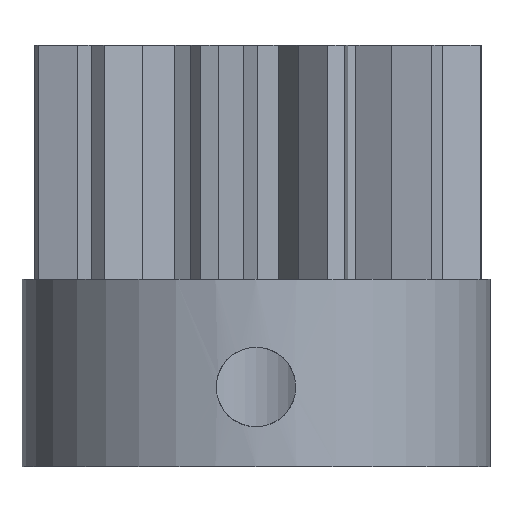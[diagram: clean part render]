
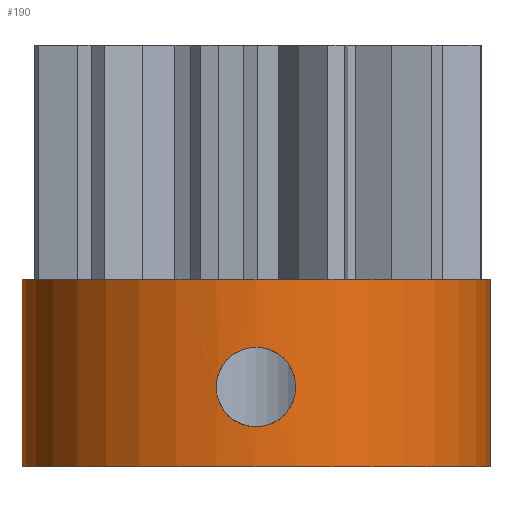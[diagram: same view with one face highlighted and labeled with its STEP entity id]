
A CAD part, front view. The second image highlights one B-rep face of the part: STEP entity #190.
In plain terms, the highlighted cylindrical face has radius 10 mm (diameter 20 mm), a partial arc.
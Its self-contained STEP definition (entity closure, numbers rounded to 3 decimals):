
#190 = ADVANCED_FACE ( 'NONE', ( #2840, #2846 ), #2848, .T. ) ;
#372 = LINE ( 'NONE', #1173, #375 ) ;
#375 = VECTOR ( 'NONE', #1172, 1000. ) ;
#376 = LINE ( 'NONE', #1177, #378 ) ;
#378 = VECTOR ( 'NONE', #1171, 1000. ) ;
#407 = CIRCLE ( 'NONE', #449, 10. ) ;
#409 = CIRCLE ( 'NONE', #450, 10. ) ;
#449 = AXIS2_PLACEMENT_3D ( 'NONE', #1295, #1296, #1297 ) ;
#450 = AXIS2_PLACEMENT_3D ( 'NONE', #1300, #1301, #1302 ) ;
#821 = DIRECTION ( 'NONE',  ( 1., 0., 0. ) ) ;
#825 = DIRECTION ( 'NONE',  ( 0., 0., 1. ) ) ;
#828 = CARTESIAN_POINT ( 'NONE',  ( 21.221, 22.198, -8. ) ) ;
#1171 = DIRECTION ( 'NONE',  ( 0., 0., 1. ) ) ;
#1172 = DIRECTION ( 'NONE',  ( 0., 0., 1. ) ) ;
#1173 = CARTESIAN_POINT ( 'NONE',  ( 11.221, 22.198, -8. ) ) ;
#1177 = CARTESIAN_POINT ( 'NONE',  ( 31.221, 22.198, -8. ) ) ;
#1204 = CARTESIAN_POINT ( 'NONE',  ( 20.775, 12.206, -2.945 ) ) ;
#1218 = CARTESIAN_POINT ( 'NONE',  ( 20.999, 12.198, -2.9 ) ) ;
#1219 = CARTESIAN_POINT ( 'NONE',  ( 21.221, 12.198, -2.9 ) ) ;
#1220 = CARTESIAN_POINT ( 'NONE',  ( 20.366, 12.232, -3.114 ) ) ;
#1221 = CARTESIAN_POINT ( 'NONE',  ( 20.177, 12.251, -3.241 ) ) ;
#1222 = CARTESIAN_POINT ( 'NONE',  ( 19.942, 12.28, -3.475 ) ) ;
#1223 = CARTESIAN_POINT ( 'NONE',  ( 19.87, 12.289, -3.563 ) ) ;
#1224 = CARTESIAN_POINT ( 'NONE',  ( 19.747, 12.307, -3.747 ) ) ;
#1225 = CARTESIAN_POINT ( 'NONE',  ( 19.694, 12.315, -3.844 ) ) ;
#1226 = CARTESIAN_POINT ( 'NONE',  ( 19.566, 12.336, -4.154 ) ) ;
#1227 = CARTESIAN_POINT ( 'NONE',  ( 19.521, 12.343, -4.374 ) ) ;
#1228 = CARTESIAN_POINT ( 'NONE',  ( 19.521, 12.344, -4.711 ) ) ;
#1229 = CARTESIAN_POINT ( 'NONE',  ( 19.532, 12.342, -4.822 ) ) ;
#1230 = CARTESIAN_POINT ( 'NONE',  ( 19.575, 12.334, -5.039 ) ) ;
#1231 = CARTESIAN_POINT ( 'NONE',  ( 19.608, 12.329, -5.148 ) ) ;
#1232 = CARTESIAN_POINT ( 'NONE',  ( 19.693, 12.315, -5.353 ) ) ;
#1233 = CARTESIAN_POINT ( 'NONE',  ( 19.745, 12.307, -5.451 ) ) ;
#1234 = CARTESIAN_POINT ( 'NONE',  ( 19.869, 12.29, -5.636 ) ) ;
#1235 = CARTESIAN_POINT ( 'NONE',  ( 19.94, 12.28, -5.723 ) ) ;
#1236 = CARTESIAN_POINT ( 'NONE',  ( 20.175, 12.252, -5.958 ) ) ;
#1237 = CARTESIAN_POINT ( 'NONE',  ( 20.364, 12.233, -6.085 ) ) ;
#1238 = CARTESIAN_POINT ( 'NONE',  ( 20.773, 12.206, -6.255 ) ) ;
#1239 = CARTESIAN_POINT ( 'NONE',  ( 20.996, 12.198, -6.3 ) ) ;
#1240 = CARTESIAN_POINT ( 'NONE',  ( 21.221, 12.198, -6.3 ) ) ;
#1243 = CARTESIAN_POINT ( 'NONE',  ( 21.221, 12.198, -6.3 ) ) ;
#1244 = CARTESIAN_POINT ( 'NONE',  ( 21.334, 12.198, -6.3 ) ) ;
#1249 = CARTESIAN_POINT ( 'NONE',  ( 21.445, 12.2, -6.289 ) ) ;
#1250 = CARTESIAN_POINT ( 'NONE',  ( 21.662, 12.207, -6.246 ) ) ;
#1251 = CARTESIAN_POINT ( 'NONE',  ( 21.77, 12.212, -6.213 ) ) ;
#1252 = CARTESIAN_POINT ( 'NONE',  ( 21.976, 12.226, -6.127 ) ) ;
#1253 = CARTESIAN_POINT ( 'NONE',  ( 22.074, 12.234, -6.075 ) ) ;
#1254 = CARTESIAN_POINT ( 'NONE',  ( 22.258, 12.251, -5.952 ) ) ;
#1255 = CARTESIAN_POINT ( 'NONE',  ( 22.345, 12.261, -5.88 ) ) ;
#1256 = CARTESIAN_POINT ( 'NONE',  ( 22.58, 12.289, -5.645 ) ) ;
#1257 = CARTESIAN_POINT ( 'NONE',  ( 22.707, 12.309, -5.456 ) ) ;
#1258 = CARTESIAN_POINT ( 'NONE',  ( 22.876, 12.335, -5.047 ) ) ;
#1259 = CARTESIAN_POINT ( 'NONE',  ( 22.921, 12.343, -4.823 ) ) ;
#1260 = CARTESIAN_POINT ( 'NONE',  ( 22.921, 12.344, -4.49 ) ) ;
#1261 = CARTESIAN_POINT ( 'NONE',  ( 22.91, 12.342, -4.377 ) ) ;
#1262 = CARTESIAN_POINT ( 'NONE',  ( 22.867, 12.334, -4.158 ) ) ;
#1263 = CARTESIAN_POINT ( 'NONE',  ( 22.835, 12.329, -4.052 ) ) ;
#1264 = CARTESIAN_POINT ( 'NONE',  ( 22.707, 12.308, -3.743 ) ) ;
#1265 = CARTESIAN_POINT ( 'NONE',  ( 22.582, 12.29, -3.556 ) ) ;
#1266 = CARTESIAN_POINT ( 'NONE',  ( 22.344, 12.261, -3.319 ) ) ;
#1267 = CARTESIAN_POINT ( 'NONE',  ( 22.259, 12.251, -3.249 ) ) ;
#1268 = CARTESIAN_POINT ( 'NONE',  ( 22.075, 12.234, -3.126 ) ) ;
#1269 = CARTESIAN_POINT ( 'NONE',  ( 21.975, 12.226, -3.072 ) ) ;
#1270 = CARTESIAN_POINT ( 'NONE',  ( 21.77, 12.212, -2.987 ) ) ;
#1271 = CARTESIAN_POINT ( 'NONE',  ( 21.664, 12.207, -2.955 ) ) ;
#1272 = CARTESIAN_POINT ( 'NONE',  ( 21.445, 12.2, -2.911 ) ) ;
#1273 = CARTESIAN_POINT ( 'NONE',  ( 21.332, 12.198, -2.9 ) ) ;
#1274 = CARTESIAN_POINT ( 'NONE',  ( 21.221, 12.198, -2.9 ) ) ;
#1295 = CARTESIAN_POINT ( 'NONE',  ( 21.221, 22.198, -8. ) ) ;
#1296 = DIRECTION ( 'NONE',  ( 0., 0., -1. ) ) ;
#1297 = DIRECTION ( 'NONE',  ( -1., 0., 0. ) ) ;
#1300 = CARTESIAN_POINT ( 'NONE',  ( 21.221, 22.198, 0. ) ) ;
#1301 = DIRECTION ( 'NONE',  ( 0., 0., -1. ) ) ;
#1302 = DIRECTION ( 'NONE',  ( -1., 0., 0. ) ) ;
#1488 = CARTESIAN_POINT ( 'NONE',  ( 21.221, 12.198, -6.3 ) ) ;
#1491 = CARTESIAN_POINT ( 'NONE',  ( 21.221, 12.198, -2.9 ) ) ;
#1496 = CARTESIAN_POINT ( 'NONE',  ( 31.221, 22.198, 0. ) ) ;
#1500 = CARTESIAN_POINT ( 'NONE',  ( 11.221, 22.198, 0. ) ) ;
#1570 = CARTESIAN_POINT ( 'NONE',  ( 11.221, 22.198, -8. ) ) ;
#1578 = CARTESIAN_POINT ( 'NONE',  ( 31.221, 22.198, -8. ) ) ;
#1647 = EDGE_CURVE ( 'NONE', #2634, #1862, #372, .T. ) ;
#1649 = EDGE_CURVE ( 'NONE', #2643, #1858, #376, .T. ) ;
#1661 = EDGE_CURVE ( 'NONE', #1853, #1850, #2467, .T. ) ;
#1664 = EDGE_CURVE ( 'NONE', #1850, #1853, #2466, .T. ) ;
#1673 = EDGE_CURVE ( 'NONE', #2643, #2634, #407, .T. ) ;
#1674 = EDGE_CURVE ( 'NONE', #1858, #1862, #409, .T. ) ;
#1764 = AXIS2_PLACEMENT_3D ( 'NONE', #828, #825, #821 ) ;
#1850 = VERTEX_POINT ( 'NONE', #1488 ) ;
#1853 = VERTEX_POINT ( 'NONE', #1491 ) ;
#1858 = VERTEX_POINT ( 'NONE', #1496 ) ;
#1862 = VERTEX_POINT ( 'NONE', #1500 ) ;
#1999 = ORIENTED_EDGE ( 'NONE', *, *, #1673, .F. ) ;
#2002 = ORIENTED_EDGE ( 'NONE', *, *, #1647, .F. ) ;
#2005 = ORIENTED_EDGE ( 'NONE', *, *, #1674, .T. ) ;
#2006 = ORIENTED_EDGE ( 'NONE', *, *, #1649, .T. ) ;
#2007 = ORIENTED_EDGE ( 'NONE', *, *, #1664, .F. ) ;
#2011 = ORIENTED_EDGE ( 'NONE', *, *, #1661, .F. ) ;
#2466 = B_SPLINE_CURVE_WITH_KNOTS ( 'NONE', 3,
 ( #1243, #1244, #1249, #1250, #1251, #1252, #1253, #1254, #1255, #1256, #1257, #1258, #1259, #1260, #1261, #1262, #1263, #1264, #1265, #1266, #1267, #1268, #1269, #1270, #1271, #1272, #1273, #1274 ),
 .UNSPECIFIED., .F., .F.,
 ( 4, 2, 2, 2, 2, 2, 2, 2, 2, 2, 2, 2, 2, 4 ),
 ( 0., 0., 0.001, 0.001, 0.001, 0.002, 0.003, 0.003, 0.003, 0.004, 0.004, 0.005, 0.005, 0.005 ),
 .UNSPECIFIED. ) ;
#2467 = B_SPLINE_CURVE_WITH_KNOTS ( 'NONE', 3,
 ( #1219, #1218, #1204, #1220, #1221, #1222, #1223, #1224, #1225, #1226, #1227, #1228, #1229, #1230, #1231, #1232, #1233, #1234, #1235, #1236, #1237, #1238, #1239, #1240 ),
 .UNSPECIFIED., .F., .F.,
 ( 4, 2, 2, 2, 2, 2, 2, 2, 2, 2, 2, 4 ),
 ( 0.005, 0.006, 0.007, 0.007, 0.007, 0.008, 0.008, 0.009, 0.009, 0.009, 0.01, 0.011 ),
 .UNSPECIFIED. ) ;
#2617 = EDGE_LOOP ( 'NONE', ( #2002, #1999, #2006, #2005 ) ) ;
#2620 = EDGE_LOOP ( 'NONE', ( #2007, #2011 ) ) ;
#2634 = VERTEX_POINT ( 'NONE', #1570 ) ;
#2643 = VERTEX_POINT ( 'NONE', #1578 ) ;
#2840 = FACE_OUTER_BOUND ( 'NONE', #2617, .T. ) ;
#2846 = FACE_BOUND ( 'NONE', #2620, .T. ) ;
#2848 = CYLINDRICAL_SURFACE ( 'NONE', #1764, 10. ) ;
